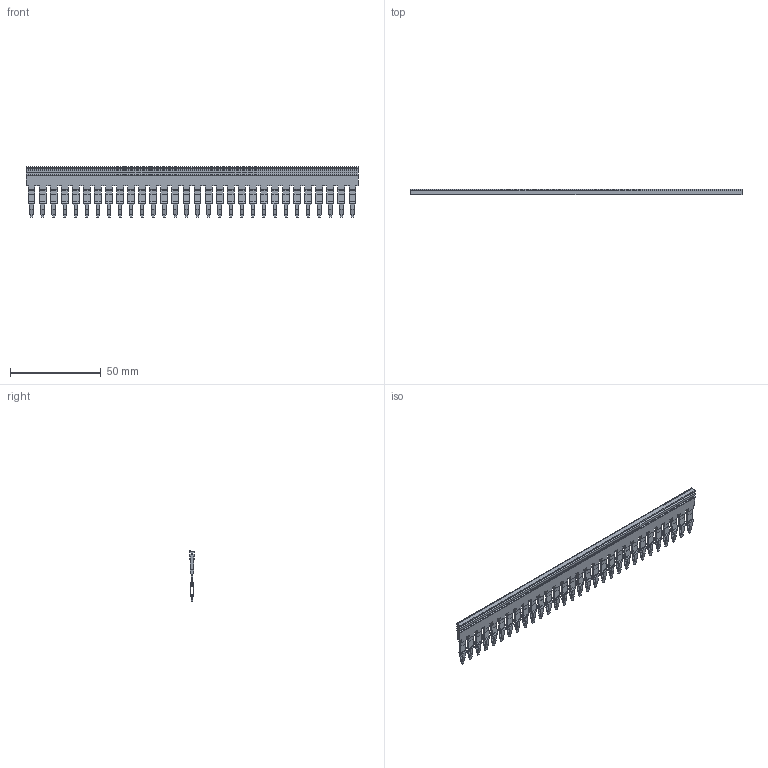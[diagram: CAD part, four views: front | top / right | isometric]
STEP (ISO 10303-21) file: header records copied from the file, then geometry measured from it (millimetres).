
FILE_DESCRIPTION(('CATIA V5 STEP Exchange','CAx-IF Rec.Pracs.--- Model Styling and Organization---1.4--- 2014-01-23'),'2;1');
FILE_NAME ('D1463260_1', '2023-03-22T08:16:56+00:00', ('none'), ('Weidmueller'), 'CATIA Version 5-6 Release 2016 SP3 HF44', 'CATIA V5 STEP AP214', 'none');
FILE_SCHEMA(('AUTOMOTIVE_DESIGN { 1 0 10303 214 1 1 1 1 }'));
Products named in the file (1): 2561610000
Bounding box: 182.98 x 2.8 x 27.95 mm (x, y, z)
Volume: 5535 mm3; surface area: 11649.8 mm2
Topology: 31 solids, 31 shells, 2581 faces, 6804 edges, 4225 vertices
Faces by surface type: plane 1978, cylinder 483, bspline 120
Entity records: 71017 total; most frequent: CARTESIAN_POINT 15781, ORIENTED_EDGE 13608, DIRECTION 7900, EDGE_CURVE 6804, VECTOR 5390, LINE 5390, VERTEX_POINT 4225, ADVANCED_FACE 2581
